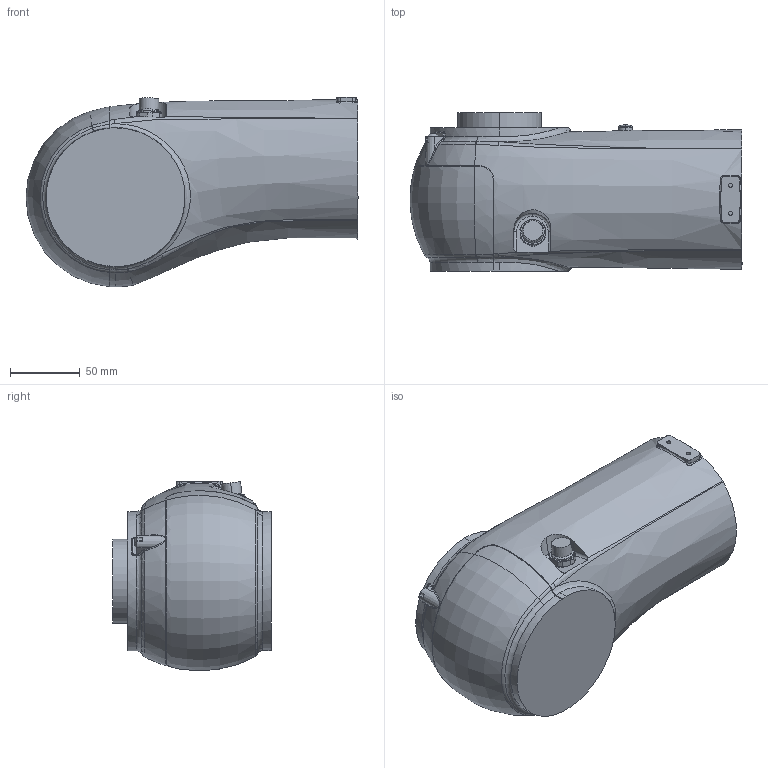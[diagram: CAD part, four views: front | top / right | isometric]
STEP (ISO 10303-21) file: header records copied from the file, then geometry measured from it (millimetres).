
FILE_DESCRIPTION (( 'STEP AP203' ), '1' );
FILE_NAME ('LINK-3_Default_sldprt.STEP', '2022-12-06T19:19:39', ( '' ), ( '' ), 'SwSTEP 2.0', 'SolidWorks 2022', '' );
FILE_SCHEMA (( 'CONFIG_CONTROL_DESIGN' ));
Length unit declared in the file: metre
Products named in the file (1): LINK-3_Default_sldprt
Bounding box: 237.16 x 113.2 x 135.5 mm (x, y, z)
Volume: 10 mm3; surface area: 103498.8 mm2
Topology: 1 solids, 2 shells, 405 faces, 992 edges, 572 vertices
Faces by surface type: bspline 183, cylinder 86, plane 76, torus 27, sphere 17, cone 16
Entity records: 19124 total; most frequent: CARTESIAN_POINT 11148, ORIENTED_EDGE 1914, DIRECTION 1306, EDGE_CURVE 957, AXIS2_PLACEMENT_3D 570, VERTEX_POINT 568, EDGE_LOOP 423, B_SPLINE_CURVE_WITH_KNOTS 416
